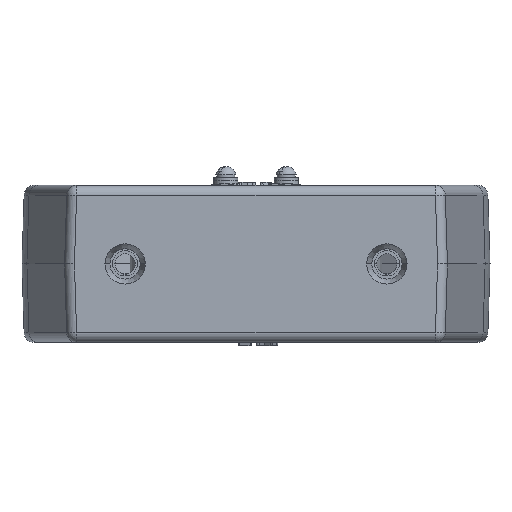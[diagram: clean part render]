
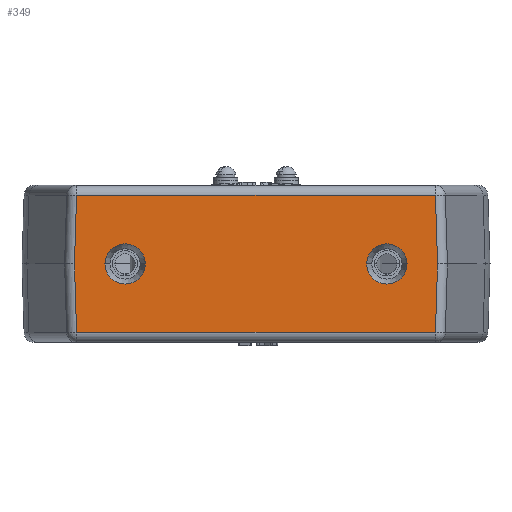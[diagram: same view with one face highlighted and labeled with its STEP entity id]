
A CAD part, front view. The second image highlights one B-rep face of the part: STEP entity #349.
In plain terms, the highlighted planar face has unit normal (0, -1, 0).
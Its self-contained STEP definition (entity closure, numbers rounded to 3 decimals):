
#349 = ADVANCED_FACE ( 'NONE', ( #4916, #2030, #2028 ), #1485, .F. ) ;
#1481 = DIRECTION ( 'NONE',  ( -1., 0., 0. ) ) ;
#1482 = DIRECTION ( 'NONE',  ( 0., 1., 0. ) ) ;
#1485 = PLANE ( 'NONE',  #5285 ) ;
#1487 = CARTESIAN_POINT ( 'NONE',  ( -93., -117., 39.19 ) ) ;
#1612 = VERTEX_POINT ( 'NONE', #6169 ) ;
#1616 = VERTEX_POINT ( 'NONE', #6173 ) ;
#1624 = VERTEX_POINT ( 'NONE', #6181 ) ;
#1631 = VERTEX_POINT ( 'NONE', #6188 ) ;
#1684 = VERTEX_POINT ( 'NONE', #6241 ) ;
#1692 = VERTEX_POINT ( 'NONE', #6249 ) ;
#1735 = VERTEX_POINT ( 'NONE', #6292 ) ;
#1737 = VERTEX_POINT ( 'NONE', #6294 ) ;
#1753 = VERTEX_POINT ( 'NONE', #6310 ) ;
#1757 = VERTEX_POINT ( 'NONE', #6314 ) ;
#1798 = ORIENTED_EDGE ( 'NONE', *, *, #5860, .F. ) ;
#1799 = ORIENTED_EDGE ( 'NONE', *, *, #5831, .F. ) ;
#1800 = ORIENTED_EDGE ( 'NONE', *, *, #5861, .F. ) ;
#1801 = ORIENTED_EDGE ( 'NONE', *, *, #5849, .T. ) ;
#1802 = ORIENTED_EDGE ( 'NONE', *, *, #5836, .T. ) ;
#1803 = ORIENTED_EDGE ( 'NONE', *, *, #5855, .T. ) ;
#1804 = ORIENTED_EDGE ( 'NONE', *, *, #5750, .F. ) ;
#1805 = ORIENTED_EDGE ( 'NONE', *, *, #5857, .F. ) ;
#1806 = ORIENTED_EDGE ( 'NONE', *, *, #5859, .T. ) ;
#1807 = ORIENTED_EDGE ( 'NONE', *, *, #5752, .T. ) ;
#2028 = FACE_OUTER_BOUND ( 'NONE', #2233, .T. ) ;
#2030 = FACE_BOUND ( 'NONE', #2415, .T. ) ;
#2233 = EDGE_LOOP ( 'NONE', ( #1803, #1802, #1801, #1800, #1799, #1798 ) ) ;
#2415 = EDGE_LOOP ( 'NONE', ( #1805, #1804 ) ) ;
#2417 = EDGE_LOOP ( 'NONE', ( #1807, #1806 ) ) ;
#3173 = CIRCLE ( 'NONE', #5563, 10. ) ;
#3175 = CIRCLE ( 'NONE', #5560, 10. ) ;
#3280 = VECTOR ( 'NONE', #7359, 1000. ) ;
#3286 = LINE ( 'NONE', #7353, #3280 ) ;
#3288 = VECTOR ( 'NONE', #7370, 1000. ) ;
#3293 = LINE ( 'NONE', #7360, #3288 ) ;
#3307 = VECTOR ( 'NONE', #3389, 1000. ) ;
#3311 = LINE ( 'NONE', #3378, #3307 ) ;
#3313 = LINE ( 'NONE', #3403, #3314 ) ;
#3314 = VECTOR ( 'NONE', #3404, 1000. ) ;
#3322 = LINE ( 'NONE', #3416, #3325 ) ;
#3325 = VECTOR ( 'NONE', #3417, 1000. ) ;
#3326 = CIRCLE ( 'NONE', #5616, 10. ) ;
#3328 = CIRCLE ( 'NONE', #5623, 10. ) ;
#3329 = LINE ( 'NONE', #3418, #3330 ) ;
#3330 = VECTOR ( 'NONE', #3419, 1000. ) ;
#3378 = CARTESIAN_POINT ( 'NONE',  ( -88.94, -117., 39.063 ) ) ;
#3385 = CARTESIAN_POINT ( 'NONE',  ( 65., -117., 0.19 ) ) ;
#3389 = DIRECTION ( 'NONE',  ( -0.031, 0., -1. ) ) ;
#3403 = CARTESIAN_POINT ( 'NONE',  ( 88.759, -117., 44.864 ) ) ;
#3404 = DIRECTION ( 'NONE',  ( -0.031, 0., 1. ) ) ;
#3405 = CARTESIAN_POINT ( 'NONE',  ( -65., -117., 0.19 ) ) ;
#3409 = DIRECTION ( 'NONE',  ( 0., -1., 0. ) ) ;
#3410 = DIRECTION ( 'NONE',  ( 1., 0., 0. ) ) ;
#3414 = DIRECTION ( 'NONE',  ( 0., 1., 0. ) ) ;
#3415 = DIRECTION ( 'NONE',  ( -1., 0., 0. ) ) ;
#3416 = CARTESIAN_POINT ( 'NONE',  ( 88.759, -117., -44.484 ) ) ;
#3417 = DIRECTION ( 'NONE',  ( -0.031, 0., -1. ) ) ;
#3418 = CARTESIAN_POINT ( 'NONE',  ( -88.94, -117., -38.683 ) ) ;
#3419 = DIRECTION ( 'NONE',  ( -0.031, 0., 1. ) ) ;
#4916 = FACE_BOUND ( 'NONE', #2417, .T. ) ;
#5285 = AXIS2_PLACEMENT_3D ( 'NONE', #1487, #1482, #1481 ) ;
#5560 = AXIS2_PLACEMENT_3D ( 'NONE', #7152, #7153, #7154 ) ;
#5563 = AXIS2_PLACEMENT_3D ( 'NONE', #7145, #7148, #7149 ) ;
#5616 = AXIS2_PLACEMENT_3D ( 'NONE', #3385, #3409, #3410 ) ;
#5623 = AXIS2_PLACEMENT_3D ( 'NONE', #3405, #3414, #3415 ) ;
#5750 = EDGE_CURVE ( 'NONE', #1616, #1737, #3173, .T. ) ;
#5752 = EDGE_CURVE ( 'NONE', #1735, #1624, #3175, .T. ) ;
#5831 = EDGE_CURVE ( 'NONE', #1684, #1692, #3286, .T. ) ;
#5836 = EDGE_CURVE ( 'NONE', #1753, #1757, #3293, .T. ) ;
#5849 = EDGE_CURVE ( 'NONE', #1757, #1631, #3311, .T. ) ;
#5855 = EDGE_CURVE ( 'NONE', #1612, #1753, #3313, .T. ) ;
#5857 = EDGE_CURVE ( 'NONE', #1737, #1616, #3326, .T. ) ;
#5859 = EDGE_CURVE ( 'NONE', #1624, #1735, #3328, .T. ) ;
#5860 = EDGE_CURVE ( 'NONE', #1612, #1684, #3322, .T. ) ;
#5861 = EDGE_CURVE ( 'NONE', #1692, #1631, #3329, .T. ) ;
#6169 = CARTESIAN_POINT ( 'NONE',  ( 90.153, -117., 0.19 ) ) ;
#6173 = CARTESIAN_POINT ( 'NONE',  ( 55., -117., 0.19 ) ) ;
#6181 = CARTESIAN_POINT ( 'NONE',  ( -55., -117., 0.19 ) ) ;
#6188 = CARTESIAN_POINT ( 'NONE',  ( -90.153, -117., 0.19 ) ) ;
#6241 = CARTESIAN_POINT ( 'NONE',  ( 89.092, -117., -33.81 ) ) ;
#6249 = CARTESIAN_POINT ( 'NONE',  ( -89.092, -117., -33.81 ) ) ;
#6292 = CARTESIAN_POINT ( 'NONE',  ( -75., -117., 0.19 ) ) ;
#6294 = CARTESIAN_POINT ( 'NONE',  ( 75., -117., 0.19 ) ) ;
#6310 = CARTESIAN_POINT ( 'NONE',  ( 89.092, -117., 34.19 ) ) ;
#6314 = CARTESIAN_POINT ( 'NONE',  ( -89.092, -117., 34.19 ) ) ;
#7145 = CARTESIAN_POINT ( 'NONE',  ( 65., -117., 0.19 ) ) ;
#7148 = DIRECTION ( 'NONE',  ( 0., -1., 0. ) ) ;
#7149 = DIRECTION ( 'NONE',  ( 1., 0., 0. ) ) ;
#7152 = CARTESIAN_POINT ( 'NONE',  ( -65., -117., 0.19 ) ) ;
#7153 = DIRECTION ( 'NONE',  ( 0., 1., 0. ) ) ;
#7154 = DIRECTION ( 'NONE',  ( -1., 0., 0. ) ) ;
#7353 = CARTESIAN_POINT ( 'NONE',  ( -88.936, -117., -33.81 ) ) ;
#7359 = DIRECTION ( 'NONE',  ( -1., 0., 0. ) ) ;
#7360 = CARTESIAN_POINT ( 'NONE',  ( -88.936, -117., 34.19 ) ) ;
#7370 = DIRECTION ( 'NONE',  ( -1., 0., 0. ) ) ;
